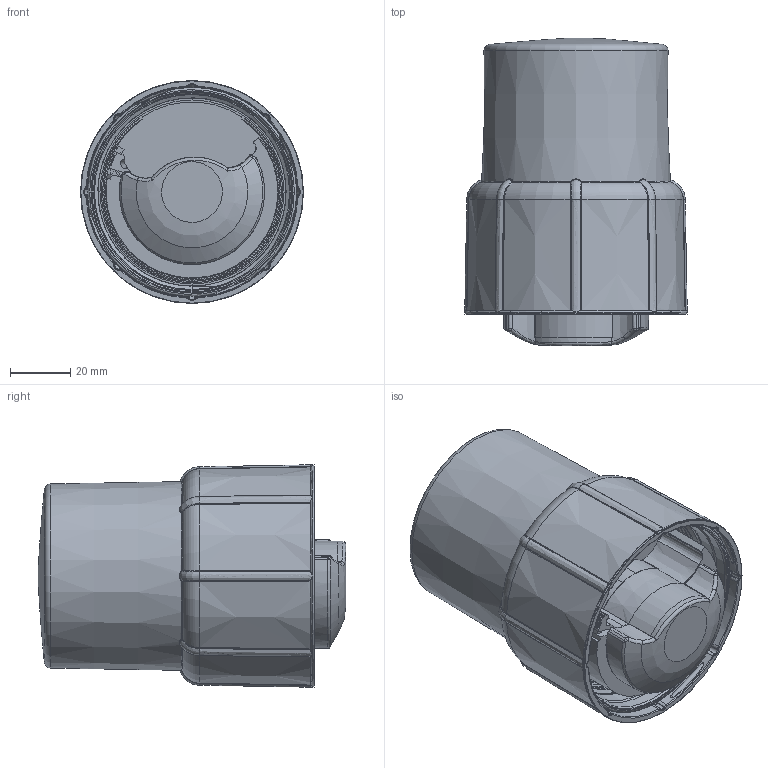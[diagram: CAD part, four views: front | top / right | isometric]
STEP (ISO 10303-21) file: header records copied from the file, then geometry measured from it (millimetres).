
FILE_DESCRIPTION((''),'2;1');
FILE_NAME('perma STAR VARIO Antrieb (Generation 2.0).stp','2013-05-22T14:11:40',('002180'),(''),'Autodesk Inventor 2013','Autodesk Inventor 2013','');
FILE_SCHEMA(('AUTOMOTIVE_DESIGN { 1 0 10303 214 1 1 1 1 }'));
Length unit declared in the file: millimetre
Products named in the file (1): perma STAR VARIO Antrieb (Generation 2
Bounding box: 74.21 x 102.45 x 74.21 mm (x, y, z)
Volume: 295493 mm3; surface area: 39322.3 mm2
Topology: 1 solids, 4 shells, 1495 faces, 4127 edges, 2649 vertices
Faces by surface type: plane 765, cylinder 410, bspline 182, cone 84, torus 41, revolution 8, sphere 5
Full cylindrical faces by diameter (mm): 1.5 x1, 61.3 x1, 65.68 x1, 66.6 x1
Entity records: 54998 total; most frequent: CARTESIAN_POINT 15999, ORIENTED_EDGE 8212, DIRECTION 7572, EDGE_CURVE 4106, AXIS2_PLACEMENT_3D 2695, VERTEX_POINT 2641, VECTOR 2174, LINE 2174
